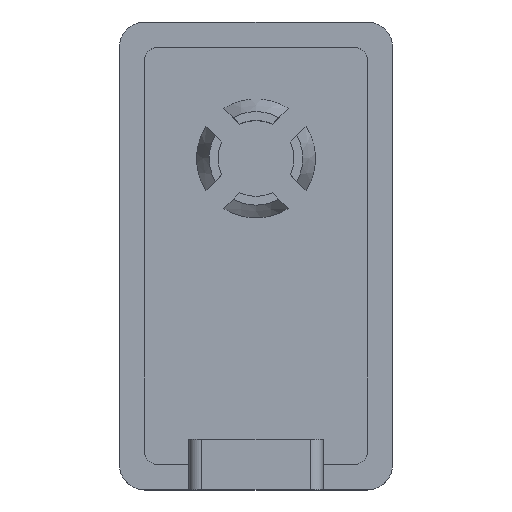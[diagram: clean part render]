
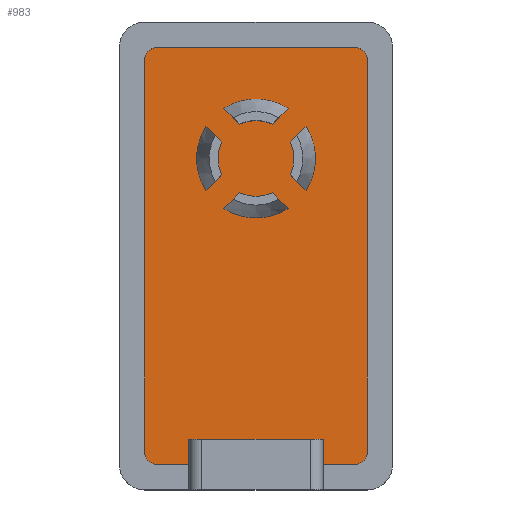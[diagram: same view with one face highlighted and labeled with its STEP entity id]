
A CAD part, top view. The second image highlights one B-rep face of the part: STEP entity #983.
In plain terms, the highlighted planar face has unit normal (0, 0, 1).
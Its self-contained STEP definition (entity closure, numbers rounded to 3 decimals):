
#19=FACE_BOUND('',#338,.T.);
#20=FACE_BOUND('',#339,.T.);
#21=FACE_BOUND('',#340,.T.);
#22=FACE_BOUND('',#341,.T.);
#46=LINE('',#1457,#134);
#53=LINE('',#1488,#141);
#58=LINE('',#1513,#146);
#63=LINE('',#1538,#151);
#67=LINE('',#1549,#155);
#70=LINE('',#1559,#158);
#73=LINE('',#1565,#161);
#76=LINE('',#1579,#164);
#80=LINE('',#1593,#168);
#86=LINE('',#1606,#174);
#92=LINE('',#1620,#180);
#94=LINE('',#1625,#182);
#95=LINE('',#1629,#183);
#96=LINE('',#1633,#184);
#97=LINE('',#1637,#185);
#98=LINE('',#1640,#186);
#134=VECTOR('',#1148,10.);
#141=VECTOR('',#1171,10.);
#146=VECTOR('',#1188,10.);
#151=VECTOR('',#1205,10.);
#155=VECTOR('',#1219,10.);
#158=VECTOR('',#1232,10.);
#161=VECTOR('',#1237,10.);
#164=VECTOR('',#1258,10.);
#168=VECTOR('',#1270,10.);
#174=VECTOR('',#1280,10.);
#180=VECTOR('',#1292,10.);
#182=VECTOR('',#1298,10.);
#183=VECTOR('',#1301,10.);
#184=VECTOR('',#1304,10.);
#185=VECTOR('',#1307,10.);
#186=VECTOR('',#1310,10.);
#237=PLANE('',#1085);
#279=FACE_OUTER_BOUND('',#337,.T.);
#337=EDGE_LOOP('',(#795,#796,#797,#798,#799,#800,#801,#802,#803,#804,#805,
#806));
#338=EDGE_LOOP('',(#807,#808,#809,#810));
#339=EDGE_LOOP('',(#811,#812,#813,#814));
#340=EDGE_LOOP('',(#815,#816,#817,#818));
#341=EDGE_LOOP('',(#819,#820,#821,#822));
#371=CIRCLE('',#1036,2.35);
#381=CIRCLE('',#1056,1.5);
#382=CIRCLE('',#1058,2.35);
#383=CIRCLE('',#1061,1.5);
#384=CIRCLE('',#1063,2.35);
#386=CIRCLE('',#1068,1.5);
#387=CIRCLE('',#1071,1.5);
#388=CIRCLE('',#1073,2.35);
#393=CIRCLE('',#1086,0.5);
#394=CIRCLE('',#1087,0.5);
#395=CIRCLE('',#1088,0.5);
#396=CIRCLE('',#1089,0.5);
#429=VERTEX_POINT('',#1454);
#430=VERTEX_POINT('',#1456);
#432=VERTEX_POINT('',#1462);
#439=VERTEX_POINT('',#1485);
#440=VERTEX_POINT('',#1487);
#447=VERTEX_POINT('',#1510);
#448=VERTEX_POINT('',#1512);
#455=VERTEX_POINT('',#1535);
#456=VERTEX_POINT('',#1537);
#457=VERTEX_POINT('',#1541);
#458=VERTEX_POINT('',#1545);
#459=VERTEX_POINT('',#1551);
#460=VERTEX_POINT('',#1555);
#462=VERTEX_POINT('',#1563);
#463=VERTEX_POINT('',#1571);
#464=VERTEX_POINT('',#1575);
#469=VERTEX_POINT('',#1590);
#470=VERTEX_POINT('',#1592);
#475=VERTEX_POINT('',#1604);
#480=VERTEX_POINT('',#1618);
#481=VERTEX_POINT('',#1624);
#482=VERTEX_POINT('',#1626);
#483=VERTEX_POINT('',#1628);
#484=VERTEX_POINT('',#1630);
#485=VERTEX_POINT('',#1632);
#486=VERTEX_POINT('',#1634);
#487=VERTEX_POINT('',#1636);
#488=VERTEX_POINT('',#1638);
#522=EDGE_CURVE('',#430,#429,#46,.T.);
#526=EDGE_CURVE('',#429,#432,#371,.T.);
#535=EDGE_CURVE('',#440,#439,#53,.T.);
#545=EDGE_CURVE('',#448,#447,#58,.T.);
#555=EDGE_CURVE('',#456,#455,#63,.T.);
#557=EDGE_CURVE('',#457,#456,#381,.T.);
#560=EDGE_CURVE('',#455,#458,#382,.T.);
#561=EDGE_CURVE('',#458,#457,#67,.T.);
#562=EDGE_CURVE('',#459,#448,#383,.T.);
#565=EDGE_CURVE('',#447,#460,#384,.T.);
#566=EDGE_CURVE('',#460,#459,#70,.T.);
#569=EDGE_CURVE('',#432,#462,#73,.T.);
#571=EDGE_CURVE('',#462,#430,#386,.T.);
#572=EDGE_CURVE('',#463,#440,#387,.T.);
#575=EDGE_CURVE('',#439,#464,#388,.T.);
#576=EDGE_CURVE('',#464,#463,#76,.T.);
#582=EDGE_CURVE('',#470,#469,#80,.T.);
#589=EDGE_CURVE('',#469,#475,#86,.T.);
#596=EDGE_CURVE('',#475,#480,#92,.T.);
#598=EDGE_CURVE('',#480,#481,#94,.T.);
#599=EDGE_CURVE('',#481,#482,#393,.T.);
#600=EDGE_CURVE('',#482,#483,#95,.T.);
#601=EDGE_CURVE('',#483,#484,#394,.T.);
#602=EDGE_CURVE('',#484,#485,#96,.T.);
#603=EDGE_CURVE('',#485,#486,#395,.T.);
#604=EDGE_CURVE('',#486,#487,#97,.T.);
#605=EDGE_CURVE('',#487,#488,#396,.T.);
#606=EDGE_CURVE('',#488,#470,#98,.T.);
#795=ORIENTED_EDGE('',*,*,#582,.T.);
#796=ORIENTED_EDGE('',*,*,#589,.T.);
#797=ORIENTED_EDGE('',*,*,#596,.T.);
#798=ORIENTED_EDGE('',*,*,#598,.T.);
#799=ORIENTED_EDGE('',*,*,#599,.T.);
#800=ORIENTED_EDGE('',*,*,#600,.T.);
#801=ORIENTED_EDGE('',*,*,#601,.T.);
#802=ORIENTED_EDGE('',*,*,#602,.T.);
#803=ORIENTED_EDGE('',*,*,#603,.T.);
#804=ORIENTED_EDGE('',*,*,#604,.T.);
#805=ORIENTED_EDGE('',*,*,#605,.T.);
#806=ORIENTED_EDGE('',*,*,#606,.T.);
#807=ORIENTED_EDGE('',*,*,#557,.T.);
#808=ORIENTED_EDGE('',*,*,#555,.T.);
#809=ORIENTED_EDGE('',*,*,#560,.T.);
#810=ORIENTED_EDGE('',*,*,#561,.T.);
#811=ORIENTED_EDGE('',*,*,#562,.T.);
#812=ORIENTED_EDGE('',*,*,#545,.T.);
#813=ORIENTED_EDGE('',*,*,#565,.T.);
#814=ORIENTED_EDGE('',*,*,#566,.T.);
#815=ORIENTED_EDGE('',*,*,#526,.T.);
#816=ORIENTED_EDGE('',*,*,#569,.T.);
#817=ORIENTED_EDGE('',*,*,#571,.T.);
#818=ORIENTED_EDGE('',*,*,#522,.T.);
#819=ORIENTED_EDGE('',*,*,#572,.T.);
#820=ORIENTED_EDGE('',*,*,#535,.T.);
#821=ORIENTED_EDGE('',*,*,#575,.T.);
#822=ORIENTED_EDGE('',*,*,#576,.T.);
#983=ADVANCED_FACE('',(#279,#19,#20,#21,#22),#237,.T.);
#1036=AXIS2_PLACEMENT_3D('',#1464,#1154,#1155);
#1056=AXIS2_PLACEMENT_3D('',#1542,#1209,#1210);
#1058=AXIS2_PLACEMENT_3D('',#1547,#1215,#1216);
#1061=AXIS2_PLACEMENT_3D('',#1552,#1222,#1223);
#1063=AXIS2_PLACEMENT_3D('',#1557,#1228,#1229);
#1068=AXIS2_PLACEMENT_3D('',#1568,#1242,#1243);
#1071=AXIS2_PLACEMENT_3D('',#1572,#1248,#1249);
#1073=AXIS2_PLACEMENT_3D('',#1577,#1254,#1255);
#1085=AXIS2_PLACEMENT_3D('',#1623,#1296,#1297);
#1086=AXIS2_PLACEMENT_3D('',#1627,#1299,#1300);
#1087=AXIS2_PLACEMENT_3D('',#1631,#1302,#1303);
#1088=AXIS2_PLACEMENT_3D('',#1635,#1305,#1306);
#1089=AXIS2_PLACEMENT_3D('',#1639,#1308,#1309);
#1148=DIRECTION('',(0.707,0.707,0.));
#1154=DIRECTION('center_axis',(0.,0.,-1.));
#1155=DIRECTION('ref_axis',(-0.841,0.54,0.));
#1171=DIRECTION('',(-0.707,0.707,0.));
#1188=DIRECTION('',(-0.707,-0.707,0.));
#1205=DIRECTION('',(0.707,-0.707,0.));
#1209=DIRECTION('center_axis',(0.,0.,1.));
#1210=DIRECTION('ref_axis',(0.431,0.902,0.));
#1215=DIRECTION('center_axis',(0.,0.,-1.));
#1216=DIRECTION('ref_axis',(-0.54,-0.841,0.));
#1219=DIRECTION('',(0.707,0.707,0.));
#1222=DIRECTION('center_axis',(0.,0.,1.));
#1223=DIRECTION('ref_axis',(0.902,-0.431,0.));
#1228=DIRECTION('center_axis',(0.,0.,-1.));
#1229=DIRECTION('ref_axis',(-0.841,0.54,0.));
#1232=DIRECTION('',(0.707,-0.707,0.));
#1237=DIRECTION('',(-0.707,0.707,0.));
#1242=DIRECTION('center_axis',(0.,0.,1.));
#1243=DIRECTION('ref_axis',(0.902,-0.431,0.));
#1248=DIRECTION('center_axis',(0.,0.,1.));
#1249=DIRECTION('ref_axis',(0.431,0.902,0.));
#1254=DIRECTION('center_axis',(0.,0.,-1.));
#1255=DIRECTION('ref_axis',(-0.54,-0.841,0.));
#1258=DIRECTION('',(-0.707,-0.707,0.));
#1270=DIRECTION('',(0.,1.,0.));
#1280=DIRECTION('',(1.,0.,0.));
#1292=DIRECTION('',(0.,-1.,0.));
#1296=DIRECTION('center_axis',(0.,0.,1.));
#1297=DIRECTION('ref_axis',(1.,0.,0.));
#1298=DIRECTION('',(1.,0.,0.));
#1299=DIRECTION('center_axis',(0.,0.,1.));
#1300=DIRECTION('ref_axis',(0.,-1.,0.));
#1301=DIRECTION('',(0.,1.,0.));
#1302=DIRECTION('center_axis',(0.,0.,1.));
#1303=DIRECTION('ref_axis',(1.,0.,0.));
#1304=DIRECTION('',(-1.,0.,0.));
#1305=DIRECTION('center_axis',(0.,0.,1.));
#1306=DIRECTION('ref_axis',(0.,1.,0.));
#1307=DIRECTION('',(0.,-1.,0.));
#1308=DIRECTION('center_axis',(0.,0.,1.));
#1309=DIRECTION('ref_axis',(-1.,0.,0.));
#1310=DIRECTION('',(1.,0.,0.));
#1454=CARTESIAN_POINT('',(1.977,5.12,1.4));
#1456=CARTESIAN_POINT('',(1.354,4.496,1.4));
#1457=CARTESIAN_POINT('',(-0.109,3.034,1.4));
#1462=CARTESIAN_POINT('',(1.977,2.58,1.4));
#1464=CARTESIAN_POINT('Origin',(0.,3.85,1.4));
#1485=CARTESIAN_POINT('',(-1.27,5.827,1.4));
#1487=CARTESIAN_POINT('',(-0.646,5.204,1.4));
#1488=CARTESIAN_POINT('',(0.816,3.741,1.4));
#1510=CARTESIAN_POINT('',(-1.977,2.58,1.4));
#1512=CARTESIAN_POINT('',(-1.354,3.204,1.4));
#1513=CARTESIAN_POINT('',(-1.816,2.741,1.4));
#1535=CARTESIAN_POINT('',(1.27,1.873,1.4));
#1537=CARTESIAN_POINT('',(0.646,2.496,1.4));
#1538=CARTESIAN_POINT('',(1.109,2.034,1.4));
#1541=CARTESIAN_POINT('',(-0.646,2.496,1.4));
#1542=CARTESIAN_POINT('Origin',(0.,3.85,1.4));
#1545=CARTESIAN_POINT('',(-1.27,1.873,1.4));
#1547=CARTESIAN_POINT('Origin',(0.,3.85,1.4));
#1549=CARTESIAN_POINT('',(-1.421,1.722,1.4));
#1551=CARTESIAN_POINT('',(-1.354,4.496,1.4));
#1552=CARTESIAN_POINT('Origin',(0.,3.85,1.4));
#1555=CARTESIAN_POINT('',(-1.977,5.12,1.4));
#1557=CARTESIAN_POINT('Origin',(0.,3.85,1.4));
#1559=CARTESIAN_POINT('',(-0.203,3.346,1.4));
#1563=CARTESIAN_POINT('',(1.354,3.204,1.4));
#1565=CARTESIAN_POINT('',(2.128,2.429,1.4));
#1568=CARTESIAN_POINT('Origin',(0.,3.85,1.4));
#1571=CARTESIAN_POINT('',(0.646,5.204,1.4));
#1572=CARTESIAN_POINT('Origin',(0.,3.85,1.4));
#1575=CARTESIAN_POINT('',(1.27,5.827,1.4));
#1577=CARTESIAN_POINT('Origin',(0.,3.85,1.4));
#1579=CARTESIAN_POINT('',(-0.504,4.053,1.4));
#1590=CARTESIAN_POINT('',(-2.65,-7.25,1.4));
#1592=CARTESIAN_POINT('',(-2.65,-8.25,1.4));
#1593=CARTESIAN_POINT('',(-2.65,-4.625,1.4));
#1604=CARTESIAN_POINT('',(2.65,-7.25,1.4));
#1606=CARTESIAN_POINT('',(-1.325,-7.25,1.4));
#1618=CARTESIAN_POINT('',(2.65,-8.25,1.4));
#1620=CARTESIAN_POINT('',(2.65,-3.625,1.4));
#1623=CARTESIAN_POINT('Origin',(0.,0.,
1.4));
#1624=CARTESIAN_POINT('',(3.9,-8.25,1.4));
#1625=CARTESIAN_POINT('',(1.95,-8.25,1.4));
#1626=CARTESIAN_POINT('',(4.4,-7.75,1.4));
#1627=CARTESIAN_POINT('Origin',(3.9,-7.75,1.4));
#1628=CARTESIAN_POINT('',(4.4,7.75,1.4));
#1629=CARTESIAN_POINT('',(4.4,3.875,1.4));
#1630=CARTESIAN_POINT('',(3.9,8.25,1.4));
#1631=CARTESIAN_POINT('Origin',(3.9,7.75,1.4));
#1632=CARTESIAN_POINT('',(-3.9,8.25,1.4));
#1633=CARTESIAN_POINT('',(-1.95,8.25,1.4));
#1634=CARTESIAN_POINT('',(-4.4,7.75,1.4));
#1635=CARTESIAN_POINT('Origin',(-3.9,7.75,1.4));
#1636=CARTESIAN_POINT('',(-4.4,-7.75,1.4));
#1637=CARTESIAN_POINT('',(-4.4,-3.875,1.4));
#1638=CARTESIAN_POINT('',(-3.9,-8.25,1.4));
#1639=CARTESIAN_POINT('Origin',(-3.9,-7.75,1.4));
#1640=CARTESIAN_POINT('',(1.95,-8.25,1.4));
